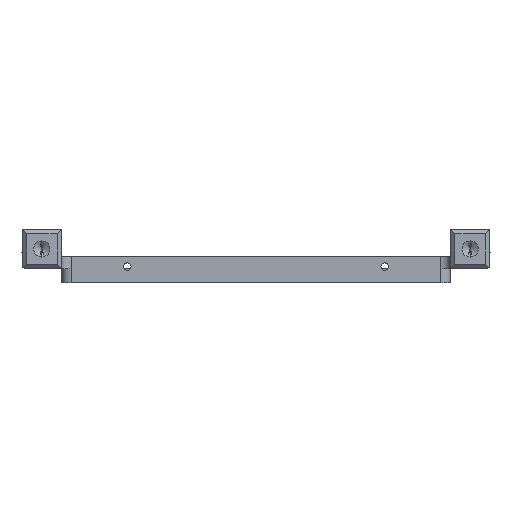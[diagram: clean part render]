
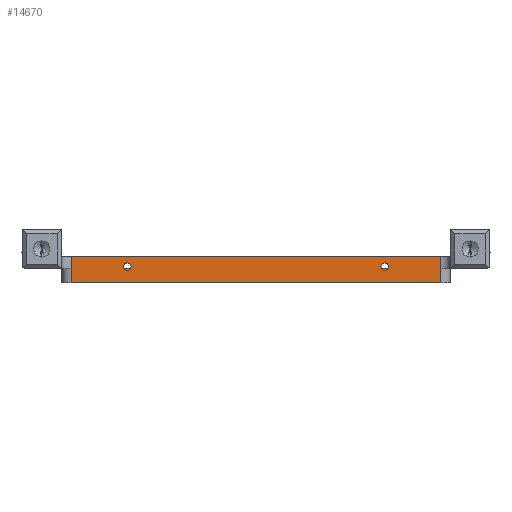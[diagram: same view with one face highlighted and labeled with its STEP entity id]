
A CAD part, front view. The second image highlights one B-rep face of the part: STEP entity #14670.
In plain terms, the highlighted planar face has unit normal (0, -1, 0).
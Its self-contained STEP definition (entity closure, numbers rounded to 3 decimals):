
#881 = CARTESIAN_POINT ( 'NONE',  ( 39.5, -49.75, -3. ) ) ;
#984 = EDGE_CURVE ( 'NONE', #4293, #10980, #3292, .T. ) ;
#1238 = DIRECTION ( 'NONE',  ( 0., 0., 1. ) ) ;
#1524 = CARTESIAN_POINT ( 'NONE',  ( 39.5, -49.75, -3. ) ) ;
#2284 = ORIENTED_EDGE ( 'NONE', *, *, #3849, .F. ) ;
#2342 = VECTOR ( 'NONE', #32689, 1000. ) ;
#2847 = EDGE_CURVE ( 'NONE', #12575, #6475, #24111, .T. ) ;
#3075 = CARTESIAN_POINT ( 'NONE',  ( 27.5, -49.75, 0.5 ) ) ;
#3292 = LINE ( 'NONE', #6010, #3803 ) ;
#3708 = CARTESIAN_POINT ( 'NONE',  ( -39.5, -49.75, -3. ) ) ;
#3764 = PLANE ( 'NONE',  #11106 ) ;
#3803 = VECTOR ( 'NONE', #16872, 1000. ) ;
#3849 = EDGE_CURVE ( 'NONE', #21163, #24632, #20911, .T. ) ;
#4293 = VERTEX_POINT ( 'NONE', #9120 ) ;
#5641 = CARTESIAN_POINT ( 'NONE',  ( 27.5, -49.75, 1.3 ) ) ;
#5759 = LINE ( 'NONE', #16795, #25748 ) ;
#5973 = DIRECTION ( 'NONE',  ( 0., 0., -1. ) ) ;
#6010 = CARTESIAN_POINT ( 'NONE',  ( 0., -49.75, 2.6 ) ) ;
#6168 = DIRECTION ( 'NONE',  ( 0., 0., -1. ) ) ;
#6475 = VERTEX_POINT ( 'NONE', #33338 ) ;
#6765 = EDGE_CURVE ( 'NONE', #6475, #12575, #23016, .T. ) ;
#7138 = CARTESIAN_POINT ( 'NONE',  ( -39.5, -49.75, 0. ) ) ;
#7206 = ORIENTED_EDGE ( 'NONE', *, *, #22675, .T. ) ;
#8137 = DIRECTION ( 'NONE',  ( 0., -1., 0. ) ) ;
#8800 = VERTEX_POINT ( 'NONE', #7138 ) ;
#9120 = CARTESIAN_POINT ( 'NONE',  ( 39.5, -49.75, 2.6 ) ) ;
#9190 = ORIENTED_EDGE ( 'NONE', *, *, #32378, .F. ) ;
#10260 = EDGE_CURVE ( 'NONE', #21163, #23440, #19898, .T. ) ;
#10406 = CARTESIAN_POINT ( 'NONE',  ( 0., -49.75, -3. ) ) ;
#10575 = DIRECTION ( 'NONE',  ( -1., 0., 0. ) ) ;
#10595 = CARTESIAN_POINT ( 'NONE',  ( -39.5, -49.75, -3. ) ) ;
#10980 = VERTEX_POINT ( 'NONE', #35015 ) ;
#11101 = VERTEX_POINT ( 'NONE', #30487 ) ;
#11106 = AXIS2_PLACEMENT_3D ( 'NONE', #34841, #23797, #14804 ) ;
#12010 = ORIENTED_EDGE ( 'NONE', *, *, #33758, .T. ) ;
#12575 = VERTEX_POINT ( 'NONE', #19850 ) ;
#12910 = EDGE_LOOP ( 'NONE', ( #24184, #9190 ) ) ;
#12944 = FACE_OUTER_BOUND ( 'NONE', #30354, .T. ) ;
#13229 = DIRECTION ( 'NONE',  ( 0., 0., -1. ) ) ;
#13399 = CARTESIAN_POINT ( 'NONE',  ( -27.5, -49.75, 0.5 ) ) ;
#14241 = CIRCLE ( 'NONE', #34484, 0.8 ) ;
#14670 = ADVANCED_FACE ( 'NONE', ( #28557, #20416, #12944 ), #3764, .T. ) ;
#14804 = DIRECTION ( 'NONE',  ( 1., 0., 0. ) ) ;
#14965 = EDGE_LOOP ( 'NONE', ( #20610, #27377 ) ) ;
#16681 = ORIENTED_EDGE ( 'NONE', *, *, #984, .T. ) ;
#16795 = CARTESIAN_POINT ( 'NONE',  ( -39.5, -49.75, 0. ) ) ;
#16872 = DIRECTION ( 'NONE',  ( -1., 0., 0. ) ) ;
#17187 = VERTEX_POINT ( 'NONE', #5641 ) ;
#17554 = DIRECTION ( 'NONE',  ( 0., -1., 0. ) ) ;
#17935 = CARTESIAN_POINT ( 'NONE',  ( 39.5, -49.75, 0. ) ) ;
#17976 = ORIENTED_EDGE ( 'NONE', *, *, #29765, .F. ) ;
#19236 = DIRECTION ( 'NONE',  ( 0., -1., 0. ) ) ;
#19326 = VECTOR ( 'NONE', #1238, 1000. ) ;
#19850 = CARTESIAN_POINT ( 'NONE',  ( -27.5, -49.75, 1.3 ) ) ;
#19898 = LINE ( 'NONE', #881, #19326 ) ;
#20416 = FACE_BOUND ( 'NONE', #12910, .T. ) ;
#20610 = ORIENTED_EDGE ( 'NONE', *, *, #6765, .F. ) ;
#20911 = LINE ( 'NONE', #10406, #31662 ) ;
#21163 = VERTEX_POINT ( 'NONE', #1524 ) ;
#21290 = LINE ( 'NONE', #10595, #2342 ) ;
#21579 = EDGE_CURVE ( 'NONE', #11101, #17187, #14241, .T. ) ;
#21808 = AXIS2_PLACEMENT_3D ( 'NONE', #32976, #19236, #30266 ) ;
#21828 = DIRECTION ( 'NONE',  ( 0., 0., 1. ) ) ;
#22413 = AXIS2_PLACEMENT_3D ( 'NONE', #13399, #26981, #13229 ) ;
#22675 = EDGE_CURVE ( 'NONE', #23440, #4293, #24533, .T. ) ;
#22740 = DIRECTION ( 'NONE',  ( 0., 0., -1. ) ) ;
#23016 = CIRCLE ( 'NONE', #22413, 0.8 ) ;
#23440 = VERTEX_POINT ( 'NONE', #17935 ) ;
#23797 = DIRECTION ( 'NONE',  ( 0., -1., 0. ) ) ;
#24111 = CIRCLE ( 'NONE', #21808, 0.8 ) ;
#24184 = ORIENTED_EDGE ( 'NONE', *, *, #21579, .F. ) ;
#24533 = LINE ( 'NONE', #32335, #29925 ) ;
#24632 = VERTEX_POINT ( 'NONE', #3708 ) ;
#25153 = CARTESIAN_POINT ( 'NONE',  ( 27.5, -49.75, 0.5 ) ) ;
#25748 = VECTOR ( 'NONE', #22740, 1000. ) ;
#26865 = AXIS2_PLACEMENT_3D ( 'NONE', #3075, #8137, #5973 ) ;
#26981 = DIRECTION ( 'NONE',  ( 0., -1., 0. ) ) ;
#27377 = ORIENTED_EDGE ( 'NONE', *, *, #2847, .F. ) ;
#28557 = FACE_BOUND ( 'NONE', #14965, .T. ) ;
#29765 = EDGE_CURVE ( 'NONE', #24632, #8800, #21290, .T. ) ;
#29768 = CIRCLE ( 'NONE', #26865, 0.8 ) ;
#29925 = VECTOR ( 'NONE', #21828, 1000. ) ;
#30266 = DIRECTION ( 'NONE',  ( 0., 0., -1. ) ) ;
#30354 = EDGE_LOOP ( 'NONE', ( #16681, #12010, #17976, #2284, #31130, #7206 ) ) ;
#30487 = CARTESIAN_POINT ( 'NONE',  ( 27.5, -49.75, -0.3 ) ) ;
#31130 = ORIENTED_EDGE ( 'NONE', *, *, #10260, .T. ) ;
#31662 = VECTOR ( 'NONE', #10575, 1000. ) ;
#32335 = CARTESIAN_POINT ( 'NONE',  ( 39.5, -49.75, 2.6 ) ) ;
#32378 = EDGE_CURVE ( 'NONE', #17187, #11101, #29768, .T. ) ;
#32689 = DIRECTION ( 'NONE',  ( 0., 0., 1. ) ) ;
#32976 = CARTESIAN_POINT ( 'NONE',  ( -27.5, -49.75, 0.5 ) ) ;
#33338 = CARTESIAN_POINT ( 'NONE',  ( -27.5, -49.75, -0.3 ) ) ;
#33758 = EDGE_CURVE ( 'NONE', #10980, #8800, #5759, .T. ) ;
#34484 = AXIS2_PLACEMENT_3D ( 'NONE', #25153, #17554, #6168 ) ;
#34841 = CARTESIAN_POINT ( 'NONE',  ( 0., -49.75, 2.6 ) ) ;
#35015 = CARTESIAN_POINT ( 'NONE',  ( -39.5, -49.75, 2.6 ) ) ;
